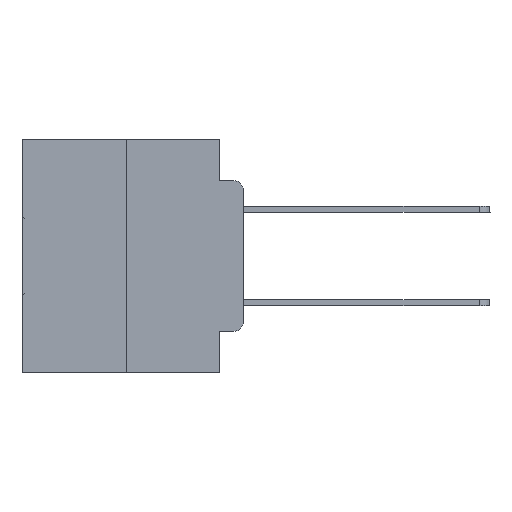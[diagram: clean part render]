
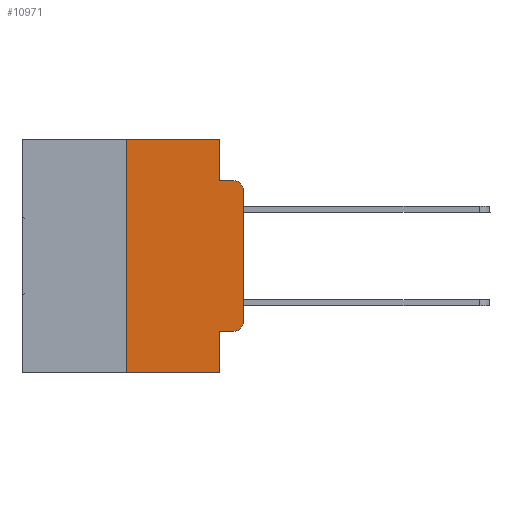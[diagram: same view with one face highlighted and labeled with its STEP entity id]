
A CAD part, left-side view. The second image highlights one B-rep face of the part: STEP entity #10971.
In plain terms, the highlighted planar face has unit normal (-1, 0, 0).
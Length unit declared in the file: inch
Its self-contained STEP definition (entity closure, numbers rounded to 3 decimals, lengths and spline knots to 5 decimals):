
#440 = EDGE_CURVE ( 'NONE', #8791, #21235, #27984, .T. ) ;
#524 = VECTOR ( 'NONE', #6081, 39.37008 ) ;
#534 = CARTESIAN_POINT ( 'NONE',  ( 0., 0.473, 0. ) ) ;
#887 = ORIENTED_EDGE ( 'NONE', *, *, #7163, .T. ) ;
#1145 = CARTESIAN_POINT ( 'NONE',  ( 0., 0.02, -0.4115 ) ) ;
#1306 = LINE ( 'NONE', #28187, #14970 ) ;
#1998 = VERTEX_POINT ( 'NONE', #26066 ) ;
#2978 = VERTEX_POINT ( 'NONE', #31519 ) ;
#3824 = ORIENTED_EDGE ( 'NONE', *, *, #440, .T. ) ;
#3925 = CARTESIAN_POINT ( 'NONE',  ( 0., 0.051, -0.5 ) ) ;
#4045 = CIRCLE ( 'NONE', #14833, 0.02 ) ;
#4822 = EDGE_CURVE ( 'NONE', #2978, #30271, #13308, .T. ) ;
#4897 = VECTOR ( 'NONE', #15600, 39.37008 ) ;
#4935 = VERTEX_POINT ( 'NONE', #3925 ) ;
#5847 = ORIENTED_EDGE ( 'NONE', *, *, #18132, .F. ) ;
#6081 = DIRECTION ( 'NONE',  ( 0., -1., 0. ) ) ;
#6467 = LINE ( 'NONE', #25840, #4897 ) ;
#6646 = CARTESIAN_POINT ( 'NONE',  ( 0., 0.02, -0.3915 ) ) ;
#6663 = VECTOR ( 'NONE', #8734, 39.37008 ) ;
#6839 = VECTOR ( 'NONE', #29746, 39.37008 ) ;
#7088 = VERTEX_POINT ( 'NONE', #21081 ) ;
#7163 = EDGE_CURVE ( 'NONE', #21235, #7088, #15084, .T. ) ;
#7564 = CARTESIAN_POINT ( 'NONE',  ( 0., 0.02, -0.0885 ) ) ;
#7949 = FACE_OUTER_BOUND ( 'NONE', #31275, .T. ) ;
#7950 = LINE ( 'NONE', #27205, #6839 ) ;
#7998 = VECTOR ( 'NONE', #10284, 39.37008 ) ;
#8041 = EDGE_CURVE ( 'NONE', #1998, #4935, #12630, .T. ) ;
#8734 = DIRECTION ( 'NONE',  ( 0., -1., 0. ) ) ;
#8791 = VERTEX_POINT ( 'NONE', #26732 ) ;
#9170 = CARTESIAN_POINT ( 'NONE',  ( 0., 0.051, -0.0885 ) ) ;
#9542 = AXIS2_PLACEMENT_3D ( 'NONE', #6646, #24175, #11683 ) ;
#10284 = DIRECTION ( 'NONE',  ( 0., -1., 0. ) ) ;
#10398 = ORIENTED_EDGE ( 'NONE', *, *, #15519, .F. ) ;
#10464 = VECTOR ( 'NONE', #19959, 39.37008 ) ;
#10971 = ADVANCED_FACE ( 'NONE', ( #7949 ), #22822, .F. ) ;
#10994 = CARTESIAN_POINT ( 'NONE',  ( 0., 0.02, -0.1085 ) ) ;
#11082 = EDGE_CURVE ( 'NONE', #20247, #26011, #4045, .T. ) ;
#11505 = AXIS2_PLACEMENT_3D ( 'NONE', #534, #12969, #20495 ) ;
#11683 = DIRECTION ( 'NONE',  ( 0., 0., -1. ) ) ;
#12630 = LINE ( 'NONE', #31457, #524 ) ;
#12969 = DIRECTION ( 'NONE',  ( 1., 0., 0. ) ) ;
#13308 = LINE ( 'NONE', #30952, #6663 ) ;
#13506 = DIRECTION ( 'NONE',  ( -1., 0., 0. ) ) ;
#14833 = AXIS2_PLACEMENT_3D ( 'NONE', #10994, #13506, #31022 ) ;
#14970 = VECTOR ( 'NONE', #25899, 39.37008 ) ;
#15084 = CIRCLE ( 'NONE', #9542, 0.02 ) ;
#15519 = EDGE_CURVE ( 'NONE', #20597, #26011, #30063, .T. ) ;
#15600 = DIRECTION ( 'NONE',  ( 0., 0., 1. ) ) ;
#15700 = CARTESIAN_POINT ( 'NONE',  ( 0., 0.25, 0. ) ) ;
#16024 = DIRECTION ( 'NONE',  ( 0., 0., 1. ) ) ;
#17701 = CARTESIAN_POINT ( 'NONE',  ( 0., 0.051, -0.4115 ) ) ;
#18132 = EDGE_CURVE ( 'NONE', #1998, #2978, #25695, .T. ) ;
#18741 = EDGE_CURVE ( 'NONE', #7088, #20247, #6467, .T. ) ;
#18911 = ORIENTED_EDGE ( 'NONE', *, *, #27295, .F. ) ;
#19959 = DIRECTION ( 'NONE',  ( 0., -1., 0. ) ) ;
#20247 = VERTEX_POINT ( 'NONE', #22107 ) ;
#20495 = DIRECTION ( 'NONE',  ( 0., 0., -1. ) ) ;
#20597 = VERTEX_POINT ( 'NONE', #21089 ) ;
#20878 = ORIENTED_EDGE ( 'NONE', *, *, #11082, .T. ) ;
#21081 = CARTESIAN_POINT ( 'NONE',  ( 0., 0., -0.3915 ) ) ;
#21089 = CARTESIAN_POINT ( 'NONE',  ( 0., 0.051, -0.0885 ) ) ;
#21235 = VERTEX_POINT ( 'NONE', #1145 ) ;
#21365 = VECTOR ( 'NONE', #16024, 39.37008 ) ;
#22107 = CARTESIAN_POINT ( 'NONE',  ( 0., 0., -0.1085 ) ) ;
#22209 = ORIENTED_EDGE ( 'NONE', *, *, #31920, .F. ) ;
#22822 = PLANE ( 'NONE',  #11505 ) ;
#23996 = ORIENTED_EDGE ( 'NONE', *, *, #18741, .T. ) ;
#24175 = DIRECTION ( 'NONE',  ( -1., 0., 0. ) ) ;
#24394 = ORIENTED_EDGE ( 'NONE', *, *, #4822, .F. ) ;
#25695 = LINE ( 'NONE', #15700, #21365 ) ;
#25840 = CARTESIAN_POINT ( 'NONE',  ( 0., 0., 0. ) ) ;
#25899 = DIRECTION ( 'NONE',  ( 0., 0., -1. ) ) ;
#26011 = VERTEX_POINT ( 'NONE', #7564 ) ;
#26066 = CARTESIAN_POINT ( 'NONE',  ( 0., 0.25, -0.5 ) ) ;
#26732 = CARTESIAN_POINT ( 'NONE',  ( 0., 0.051, -0.4115 ) ) ;
#27205 = CARTESIAN_POINT ( 'NONE',  ( 0., 0.051, 0. ) ) ;
#27295 = EDGE_CURVE ( 'NONE', #8791, #4935, #7950, .T. ) ;
#27984 = LINE ( 'NONE', #17701, #7998 ) ;
#27986 = CARTESIAN_POINT ( 'NONE',  ( 0., 0.051, 0. ) ) ;
#28187 = CARTESIAN_POINT ( 'NONE',  ( 0., 0.051, 0. ) ) ;
#29746 = DIRECTION ( 'NONE',  ( 0., 0., -1. ) ) ;
#30063 = LINE ( 'NONE', #9170, #10464 ) ;
#30271 = VERTEX_POINT ( 'NONE', #27986 ) ;
#30493 = ORIENTED_EDGE ( 'NONE', *, *, #8041, .T. ) ;
#30952 = CARTESIAN_POINT ( 'NONE',  ( 0., 0.473, 0. ) ) ;
#31022 = DIRECTION ( 'NONE',  ( 0., 0., -1. ) ) ;
#31275 = EDGE_LOOP ( 'NONE', ( #23996, #20878, #10398, #22209, #24394, #5847, #30493, #18911, #3824, #887 ) ) ;
#31457 = CARTESIAN_POINT ( 'NONE',  ( 0., 0.473, -0.5 ) ) ;
#31519 = CARTESIAN_POINT ( 'NONE',  ( 0., 0.25, 0. ) ) ;
#31920 = EDGE_CURVE ( 'NONE', #30271, #20597, #1306, .T. ) ;
